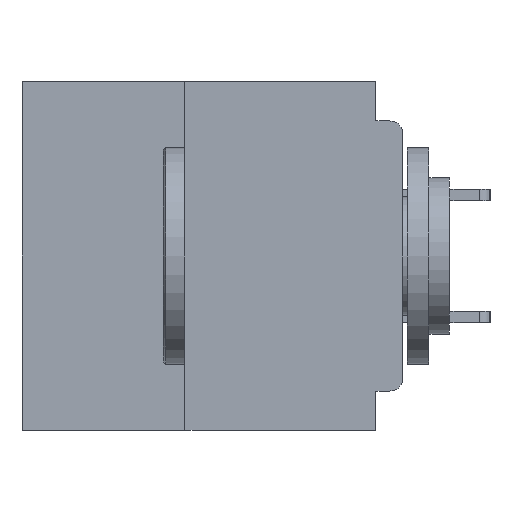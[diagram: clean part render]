
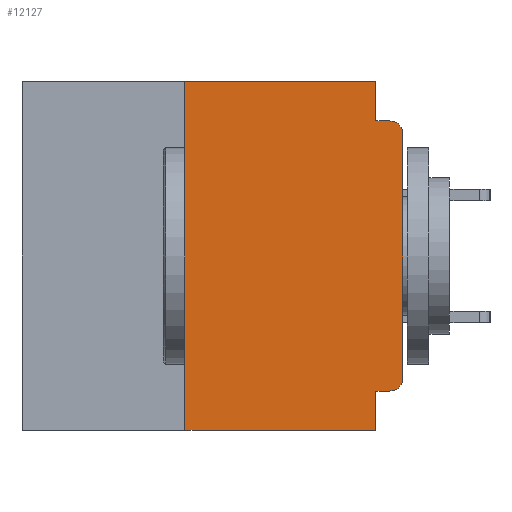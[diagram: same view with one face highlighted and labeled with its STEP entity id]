
A CAD part, left-side view. The second image highlights one B-rep face of the part: STEP entity #12127.
In plain terms, the highlighted planar face has unit normal (-1, 0, 0).
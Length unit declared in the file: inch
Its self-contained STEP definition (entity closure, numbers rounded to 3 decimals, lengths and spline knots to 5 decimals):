
#201 = VECTOR ( 'NONE', #3995, 39.37008 ) ;
#1854 = CARTESIAN_POINT ( 'NONE',  ( 0., 0.437, 0. ) ) ;
#2944 = VECTOR ( 'NONE', #27222, 39.37008 ) ;
#3218 = CARTESIAN_POINT ( 'NONE',  ( 0., 0.015, -0.34 ) ) ;
#3379 = LINE ( 'NONE', #11086, #17596 ) ;
#3815 = ORIENTED_EDGE ( 'NONE', *, *, #12706, .F. ) ;
#3823 = CARTESIAN_POINT ( 'NONE',  ( 0., 0.031, -0.045 ) ) ;
#3995 = DIRECTION ( 'NONE',  ( 0., 0., -1. ) ) ;
#4177 = CARTESIAN_POINT ( 'NONE',  ( 0., 0., -0.355 ) ) ;
#4843 = ORIENTED_EDGE ( 'NONE', *, *, #18420, .F. ) ;
#5258 = EDGE_CURVE ( 'NONE', #22512, #19835, #25593, .T. ) ;
#5666 = LINE ( 'NONE', #1854, #19001 ) ;
#5918 = DIRECTION ( 'NONE',  ( 1., 0., 0. ) ) ;
#6080 = DIRECTION ( 'NONE',  ( 0., 0., -1. ) ) ;
#6767 = VERTEX_POINT ( 'NONE', #29081 ) ;
#7013 = DIRECTION ( 'NONE',  ( 0., 1., 0. ) ) ;
#7394 = ORIENTED_EDGE ( 'NONE', *, *, #26722, .T. ) ;
#7548 = CARTESIAN_POINT ( 'NONE',  ( 0., 0.015, -0.045 ) ) ;
#7552 = ORIENTED_EDGE ( 'NONE', *, *, #17595, .T. ) ;
#7804 = VERTEX_POINT ( 'NONE', #36373 ) ;
#8089 = DIRECTION ( 'NONE',  ( 0., 0., 1. ) ) ;
#8614 = LINE ( 'NONE', #26706, #201 ) ;
#9312 = VECTOR ( 'NONE', #15096, 39.37008 ) ;
#9321 = DIRECTION ( 'NONE',  ( 0., -1., 0. ) ) ;
#9359 = VERTEX_POINT ( 'NONE', #27204 ) ;
#10862 = VECTOR ( 'NONE', #19137, 39.37008 ) ;
#11086 = CARTESIAN_POINT ( 'NONE',  ( 0., 0.25, -0.4 ) ) ;
#11439 = EDGE_CURVE ( 'NONE', #7804, #15233, #11752, .T. ) ;
#11752 = LINE ( 'NONE', #24844, #10862 ) ;
#12127 = ADVANCED_FACE ( 'NONE', ( #35394 ), #20069, .F. ) ;
#12300 = VECTOR ( 'NONE', #7013, 39.37008 ) ;
#12390 = EDGE_CURVE ( 'NONE', #6767, #36399, #34940, .T. ) ;
#12706 = EDGE_CURVE ( 'NONE', #13400, #9359, #3379, .T. ) ;
#13206 = ORIENTED_EDGE ( 'NONE', *, *, #11439, .T. ) ;
#13339 = AXIS2_PLACEMENT_3D ( 'NONE', #22908, #5918, #25782 ) ;
#13400 = VERTEX_POINT ( 'NONE', #17023 ) ;
#14213 = CARTESIAN_POINT ( 'NONE',  ( 0., 0.031, 0. ) ) ;
#15066 = CARTESIAN_POINT ( 'NONE',  ( 0., 0.437, -0.4 ) ) ;
#15096 = DIRECTION ( 'NONE',  ( 0., 0., -1. ) ) ;
#15233 = VERTEX_POINT ( 'NONE', #26081 ) ;
#16037 = DIRECTION ( 'NONE',  ( -1., 0., 0. ) ) ;
#16892 = LINE ( 'NONE', #26379, #9312 ) ;
#17023 = CARTESIAN_POINT ( 'NONE',  ( 0., 0.25, -0.4 ) ) ;
#17491 = VERTEX_POINT ( 'NONE', #28036 ) ;
#17595 = EDGE_CURVE ( 'NONE', #6767, #7804, #26122, .T. ) ;
#17596 = VECTOR ( 'NONE', #8089, 39.37008 ) ;
#18420 = EDGE_CURVE ( 'NONE', #22922, #22512, #16892, .T. ) ;
#18994 = DIRECTION ( 'NONE',  ( 0., -1., 0. ) ) ;
#19001 = VECTOR ( 'NONE', #18994, 39.37008 ) ;
#19137 = DIRECTION ( 'NONE',  ( 0., 0., 1. ) ) ;
#19377 = ORIENTED_EDGE ( 'NONE', *, *, #19848, .F. ) ;
#19835 = VERTEX_POINT ( 'NONE', #7548 ) ;
#19848 = EDGE_CURVE ( 'NONE', #9359, #22922, #5666, .T. ) ;
#20069 = PLANE ( 'NONE',  #13339 ) ;
#20835 = AXIS2_PLACEMENT_3D ( 'NONE', #3218, #23082, #6080 ) ;
#21441 = CARTESIAN_POINT ( 'NONE',  ( 0., 0.031, -0.355 ) ) ;
#21887 = EDGE_CURVE ( 'NONE', #36399, #17491, #8614, .T. ) ;
#22512 = VERTEX_POINT ( 'NONE', #3823 ) ;
#22908 = CARTESIAN_POINT ( 'NONE',  ( 0., 0.437, 0. ) ) ;
#22922 = VERTEX_POINT ( 'NONE', #14213 ) ;
#23082 = DIRECTION ( 'NONE',  ( -1., 0., 0. ) ) ;
#23769 = ORIENTED_EDGE ( 'NONE', *, *, #32826, .T. ) ;
#23880 = AXIS2_PLACEMENT_3D ( 'NONE', #33027, #16037, #35893 ) ;
#24361 = CARTESIAN_POINT ( 'NONE',  ( 0., 0., -0.045 ) ) ;
#24454 = CIRCLE ( 'NONE', #23880, 0.015 ) ;
#24844 = CARTESIAN_POINT ( 'NONE',  ( 0., 0., 0. ) ) ;
#25375 = VECTOR ( 'NONE', #9321, 39.37008 ) ;
#25593 = LINE ( 'NONE', #24361, #2944 ) ;
#25780 = ORIENTED_EDGE ( 'NONE', *, *, #5258, .F. ) ;
#25782 = DIRECTION ( 'NONE',  ( 0., 0., -1. ) ) ;
#26081 = CARTESIAN_POINT ( 'NONE',  ( 0., 0., -0.06 ) ) ;
#26122 = CIRCLE ( 'NONE', #20835, 0.015 ) ;
#26379 = CARTESIAN_POINT ( 'NONE',  ( 0., 0.031, 0. ) ) ;
#26706 = CARTESIAN_POINT ( 'NONE',  ( 0., 0.031, -0.4 ) ) ;
#26722 = EDGE_CURVE ( 'NONE', #13400, #17491, #33809, .T. ) ;
#27204 = CARTESIAN_POINT ( 'NONE',  ( 0., 0.25, 0. ) ) ;
#27222 = DIRECTION ( 'NONE',  ( 0., -1., 0. ) ) ;
#28036 = CARTESIAN_POINT ( 'NONE',  ( 0., 0.031, -0.4 ) ) ;
#29081 = CARTESIAN_POINT ( 'NONE',  ( 0., 0.015, -0.355 ) ) ;
#30889 = ORIENTED_EDGE ( 'NONE', *, *, #21887, .F. ) ;
#31713 = EDGE_LOOP ( 'NONE', ( #13206, #23769, #25780, #4843, #19377, #3815, #7394, #30889, #33013, #7552 ) ) ;
#32826 = EDGE_CURVE ( 'NONE', #15233, #19835, #24454, .T. ) ;
#33013 = ORIENTED_EDGE ( 'NONE', *, *, #12390, .F. ) ;
#33027 = CARTESIAN_POINT ( 'NONE',  ( 0., 0.015, -0.06 ) ) ;
#33809 = LINE ( 'NONE', #15066, #25375 ) ;
#34940 = LINE ( 'NONE', #4177, #12300 ) ;
#35394 = FACE_OUTER_BOUND ( 'NONE', #31713, .T. ) ;
#35893 = DIRECTION ( 'NONE',  ( 0., 0., -1. ) ) ;
#36373 = CARTESIAN_POINT ( 'NONE',  ( 0., 0., -0.34 ) ) ;
#36399 = VERTEX_POINT ( 'NONE', #21441 ) ;
